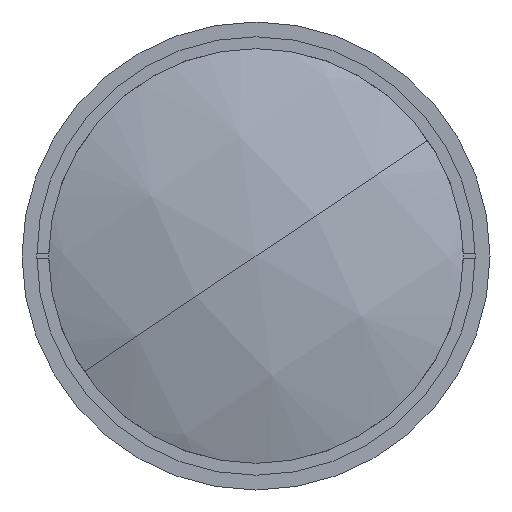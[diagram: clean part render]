
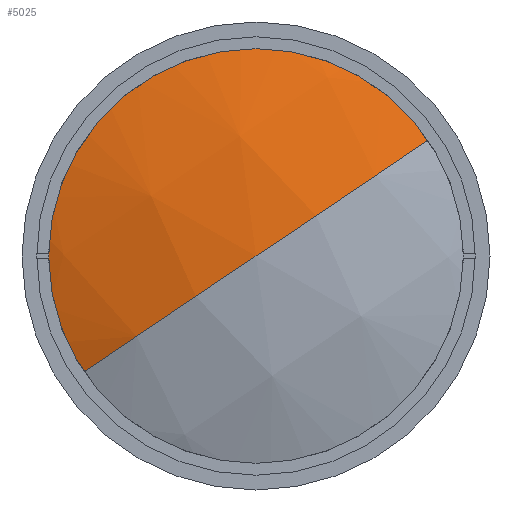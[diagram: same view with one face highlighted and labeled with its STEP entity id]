
A CAD part, left-side view. The second image highlights one B-rep face of the part: STEP entity #5025.
In plain terms, the highlighted spherical face has radius 102.234 mm.
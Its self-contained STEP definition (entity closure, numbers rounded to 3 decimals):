
#1151 = DIRECTION ( 'NONE',  ( 0., -0.83, 0.558 ) ) ;
#1230 = CARTESIAN_POINT ( 'NONE',  ( 7.548, -29.871, 20.093 ) ) ;
#2283 = SPHERICAL_SURFACE ( 'NONE', #8940, 102.234 ) ;
#2740 = DIRECTION ( 'NONE',  ( 0., 0.558, 0.83 ) ) ;
#3459 = ORIENTED_EDGE ( 'NONE', *, *, #12041, .F. ) ;
#3541 = EDGE_CURVE ( 'NONE', #7422, #13911, #3594, .T. ) ;
#3594 = CIRCLE ( 'NONE', #11177, 36. ) ;
#4135 = EDGE_CURVE ( 'NONE', #13911, #4918, #10426, .T. ) ;
#4918 = VERTEX_POINT ( 'NONE', #8344 ) ;
#5025 = ADVANCED_FACE ( 'NONE', ( #11159 ), #2283, .T. ) ;
#5038 = DIRECTION ( 'NONE',  ( -1., 0., 0. ) ) ;
#5734 = CARTESIAN_POINT ( 'NONE',  ( 7.548, 29.871, -20.093 ) ) ;
#5778 = CARTESIAN_POINT ( 'NONE',  ( 103.234, 0., 0. ) ) ;
#5953 = CARTESIAN_POINT ( 'NONE',  ( 103.234, 0., 0. ) ) ;
#5990 = CARTESIAN_POINT ( 'NONE',  ( 103.234, 0., 0. ) ) ;
#6499 = ORIENTED_EDGE ( 'NONE', *, *, #4135, .T. ) ;
#7119 = DIRECTION ( 'NONE',  ( 0., 0.83, -0.558 ) ) ;
#7156 = DIRECTION ( 'NONE',  ( 0., -0.83, 0.558 ) ) ;
#7422 = VERTEX_POINT ( 'NONE', #1230 ) ;
#7850 = EDGE_LOOP ( 'NONE', ( #10486, #6499, #3459 ) ) ;
#8092 = CIRCLE ( 'NONE', #8549, 102.234 ) ;
#8110 = DIRECTION ( 'NONE',  ( 0., 0.558, 0.83 ) ) ;
#8344 = CARTESIAN_POINT ( 'NONE',  ( 1., 0., 0. ) ) ;
#8549 = AXIS2_PLACEMENT_3D ( 'NONE', #5953, #14069, #7119 ) ;
#8940 = AXIS2_PLACEMENT_3D ( 'NONE', #5778, #8110, #1151 ) ;
#10426 = CIRCLE ( 'NONE', #14187, 102.234 ) ;
#10486 = ORIENTED_EDGE ( 'NONE', *, *, #3541, .T. ) ;
#10816 = CARTESIAN_POINT ( 'NONE',  ( 7.548, 0., 0. ) ) ;
#11159 = FACE_OUTER_BOUND ( 'NONE', #7850, .T. ) ;
#11177 = AXIS2_PLACEMENT_3D ( 'NONE', #10816, #5038, #2740 ) ;
#12041 = EDGE_CURVE ( 'NONE', #7422, #4918, #8092, .T. ) ;
#13911 = VERTEX_POINT ( 'NONE', #5734 ) ;
#14069 = DIRECTION ( 'NONE',  ( 0., -0.558, -0.83 ) ) ;
#14100 = DIRECTION ( 'NONE',  ( 0., 0.558, 0.83 ) ) ;
#14187 = AXIS2_PLACEMENT_3D ( 'NONE', #5990, #14100, #7156 ) ;
